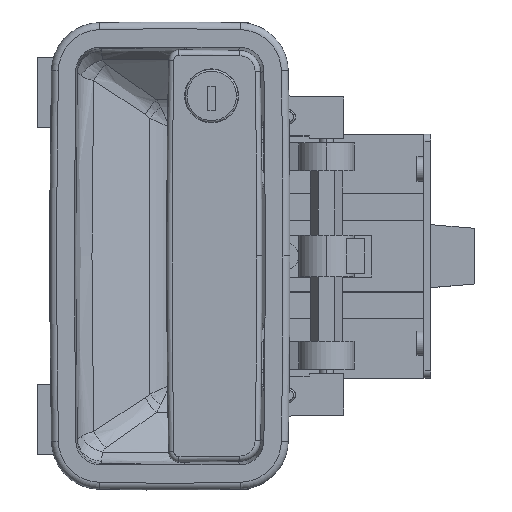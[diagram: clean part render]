
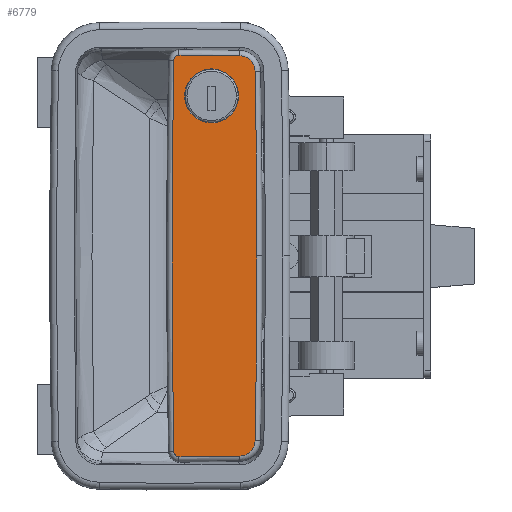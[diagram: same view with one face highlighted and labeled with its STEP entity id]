
A CAD part, top view. The second image highlights one B-rep face of the part: STEP entity #6779.
In plain terms, the highlighted planar face has unit normal (0, 0, 1).
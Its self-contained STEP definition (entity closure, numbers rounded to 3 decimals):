
#9 = CARTESIAN_POINT ( 'NONE',  ( 12.969, 0., 1. ) ) ;
#122 = CARTESIAN_POINT ( 'NONE',  ( 8.091, 57.499, 1. ) ) ;
#208 = CARTESIAN_POINT ( 'NONE',  ( 8., 53., 1. ) ) ;
#583 = DIRECTION ( 'NONE',  ( 0., 0., 1. ) ) ;
#654 = EDGE_CURVE ( 'NONE', #12913, #7232, #28177, .T. ) ;
#781 = AXIS2_PLACEMENT_3D ( 'NONE', #7367, #9804, #17192 ) ;
#1083 = EDGE_CURVE ( 'NONE', #17569, #19154, #1894, .T. ) ;
#1323 = ORIENTED_EDGE ( 'NONE', *, *, #8629, .T. ) ;
#1422 = AXIS2_PLACEMENT_3D ( 'NONE', #10931, #13390, #20977 ) ;
#1894 = CIRCLE ( 'NONE', #20541, 4.5 ) ;
#1943 = ORIENTED_EDGE ( 'NONE', *, *, #16895, .T. ) ;
#2391 = VERTEX_POINT ( 'NONE', #23022 ) ;
#2723 = PLANE ( 'NONE',  #781 ) ;
#2843 = ORIENTED_EDGE ( 'NONE', *, *, #5539, .T. ) ;
#2850 = CARTESIAN_POINT ( 'NONE',  ( 12.499, -53.08, 1. ) ) ;
#3406 = ORIENTED_EDGE ( 'NONE', *, *, #4890, .T. ) ;
#4098 = DIRECTION ( 'NONE',  ( 1., 0., 0. ) ) ;
#4557 = VERTEX_POINT ( 'NONE', #10590 ) ;
#4890 = EDGE_CURVE ( 'NONE', #7232, #17438, #21874, .T. ) ;
#5207 = AXIS2_PLACEMENT_3D ( 'NONE', #10945, #18118, #8519 ) ;
#5322 = CARTESIAN_POINT ( 'NONE',  ( 0., 46., 1. ) ) ;
#5509 = CARTESIAN_POINT ( 'NONE',  ( 8., -53., 1. ) ) ;
#5539 = EDGE_CURVE ( 'NONE', #17438, #18774, #7335, .T. ) ;
#5960 = CARTESIAN_POINT ( 'NONE',  ( -9.38, -56.2, 1. ) ) ;
#6237 = AXIS2_PLACEMENT_3D ( 'NONE', #5960, #21410, #23027 ) ;
#6529 = DIRECTION ( 'NONE',  ( 0., 0., 1. ) ) ;
#6605 = EDGE_LOOP ( 'NONE', ( #23002, #11956, #3406, #2843, #16175, #14651, #21301, #17937, #19547 ) ) ;
#6779 = ADVANCED_FACE ( 'NONE', ( #8177, #13888 ), #2723, .T. ) ;
#7232 = VERTEX_POINT ( 'NONE', #13844 ) ;
#7335 = CIRCLE ( 'NONE', #5207, 998.5 ) ;
#7367 = CARTESIAN_POINT ( 'NONE',  ( 1487.483, 470.398, 1. ) ) ;
#7538 = DIRECTION ( 'NONE',  ( 1., 0., 0. ) ) ;
#7936 = DIRECTION ( 'NONE',  ( 1., 0., 0. ) ) ;
#8177 = FACE_OUTER_BOUND ( 'NONE', #6605, .T. ) ;
#8519 = DIRECTION ( 'NONE',  ( 1., 0., 0. ) ) ;
#8629 = EDGE_CURVE ( 'NONE', #8986, #10597, #11124, .T. ) ;
#8986 = VERTEX_POINT ( 'NONE', #13054 ) ;
#9137 = CARTESIAN_POINT ( 'NONE',  ( -9.376, -57.7, 1. ) ) ;
#9682 = DIRECTION ( 'NONE',  ( 1., 0., 0. ) ) ;
#9804 = DIRECTION ( 'NONE',  ( 0., 0., 1. ) ) ;
#10297 = DIRECTION ( 'NONE',  ( 1., 0., 0. ) ) ;
#10543 = AXIS2_PLACEMENT_3D ( 'NONE', #5322, #15030, #7538 ) ;
#10590 = CARTESIAN_POINT ( 'NONE',  ( -10.88, 56.228, 1. ) ) ;
#10595 = DIRECTION ( 'NONE',  ( 0., 0., 1. ) ) ;
#10597 = VERTEX_POINT ( 'NONE', #24082 ) ;
#10931 = CARTESIAN_POINT ( 'NONE',  ( 0., 46., 1. ) ) ;
#10945 = CARTESIAN_POINT ( 'NONE',  ( -12.127, -940.796, 1. ) ) ;
#11124 = CIRCLE ( 'NONE', #1422, 7.75 ) ;
#11199 = AXIS2_PLACEMENT_3D ( 'NONE', #16439, #6529, #4098 ) ;
#11734 = DIRECTION ( 'NONE',  ( 0., 0., 1. ) ) ;
#11956 = ORIENTED_EDGE ( 'NONE', *, *, #654, .T. ) ;
#12019 = CIRCLE ( 'NONE', #15826, 1.5 ) ;
#12063 = CIRCLE ( 'NONE', #11199, 998.5 ) ;
#12270 = VERTEX_POINT ( 'NONE', #9137 ) ;
#12838 = CARTESIAN_POINT ( 'NONE',  ( -2985.531, 0., 1. ) ) ;
#12913 = VERTEX_POINT ( 'NONE', #9 ) ;
#13054 = CARTESIAN_POINT ( 'NONE',  ( -7.75, 46., 1. ) ) ;
#13390 = DIRECTION ( 'NONE',  ( 0., 0., -1. ) ) ;
#13844 = CARTESIAN_POINT ( 'NONE',  ( 12.499, 53.08, 1. ) ) ;
#13888 = FACE_BOUND ( 'NONE', #17522, .T. ) ;
#14385 = CARTESIAN_POINT ( 'NONE',  ( -9.38, 56.2, 1. ) ) ;
#14651 = ORIENTED_EDGE ( 'NONE', *, *, #16839, .T. ) ;
#15030 = DIRECTION ( 'NONE',  ( 0., 0., -1. ) ) ;
#15826 = AXIS2_PLACEMENT_3D ( 'NONE', #14385, #16858, #9682 ) ;
#16175 = ORIENTED_EDGE ( 'NONE', *, *, #23406, .T. ) ;
#16439 = CARTESIAN_POINT ( 'NONE',  ( -12.127, 940.796, 1. ) ) ;
#16839 = EDGE_CURVE ( 'NONE', #4557, #2391, #23759, .T. ) ;
#16858 = DIRECTION ( 'NONE',  ( 0., 0., 1. ) ) ;
#16895 = EDGE_CURVE ( 'NONE', #10597, #8986, #19191, .T. ) ;
#16975 = AXIS2_PLACEMENT_3D ( 'NONE', #21271, #11734, #24052 ) ;
#16996 = DIRECTION ( 'NONE',  ( 0., 0., 1. ) ) ;
#17192 = DIRECTION ( 'NONE',  ( 1., 0., 0. ) ) ;
#17438 = VERTEX_POINT ( 'NONE', #122 ) ;
#17522 = EDGE_LOOP ( 'NONE', ( #1943, #1323 ) ) ;
#17569 = VERTEX_POINT ( 'NONE', #20511 ) ;
#17937 = ORIENTED_EDGE ( 'NONE', *, *, #27951, .T. ) ;
#18118 = DIRECTION ( 'NONE',  ( 0., 0., 1. ) ) ;
#18303 = CIRCLE ( 'NONE', #6237, 1.5 ) ;
#18774 = VERTEX_POINT ( 'NONE', #27861 ) ;
#19154 = VERTEX_POINT ( 'NONE', #2850 ) ;
#19191 = CIRCLE ( 'NONE', #10543, 7.75 ) ;
#19547 = ORIENTED_EDGE ( 'NONE', *, *, #1083, .T. ) ;
#19927 = AXIS2_PLACEMENT_3D ( 'NONE', #12838, #10595, #27676 ) ;
#20022 = CARTESIAN_POINT ( 'NONE',  ( 2987.093, 0., 1. ) ) ;
#20140 = CIRCLE ( 'NONE', #16975, 2998.5 ) ;
#20300 = AXIS2_PLACEMENT_3D ( 'NONE', #208, #16996, #29333 ) ;
#20313 = DIRECTION ( 'NONE',  ( 0., 0., 1. ) ) ;
#20511 = CARTESIAN_POINT ( 'NONE',  ( 8.091, -57.499, 1. ) ) ;
#20541 = AXIS2_PLACEMENT_3D ( 'NONE', #5509, #20313, #7936 ) ;
#20977 = DIRECTION ( 'NONE',  ( 1., 0., 0. ) ) ;
#21271 = CARTESIAN_POINT ( 'NONE',  ( -2985.531, 0., 1. ) ) ;
#21301 = ORIENTED_EDGE ( 'NONE', *, *, #24423, .T. ) ;
#21370 = EDGE_CURVE ( 'NONE', #19154, #12913, #20140, .T. ) ;
#21410 = DIRECTION ( 'NONE',  ( 0., 0., 1. ) ) ;
#21874 = CIRCLE ( 'NONE', #20300, 4.5 ) ;
#23002 = ORIENTED_EDGE ( 'NONE', *, *, #21370, .T. ) ;
#23022 = CARTESIAN_POINT ( 'NONE',  ( -10.88, -56.228, 1. ) ) ;
#23027 = DIRECTION ( 'NONE',  ( 1., 0., 0. ) ) ;
#23406 = EDGE_CURVE ( 'NONE', #18774, #4557, #12019, .T. ) ;
#23759 = CIRCLE ( 'NONE', #26086, 2998.5 ) ;
#24052 = DIRECTION ( 'NONE',  ( 1., 0., 0. ) ) ;
#24082 = CARTESIAN_POINT ( 'NONE',  ( 7.75, 46., 1. ) ) ;
#24423 = EDGE_CURVE ( 'NONE', #2391, #12270, #18303, .T. ) ;
#26086 = AXIS2_PLACEMENT_3D ( 'NONE', #20022, #583, #10297 ) ;
#27676 = DIRECTION ( 'NONE',  ( 1., 0., 0. ) ) ;
#27861 = CARTESIAN_POINT ( 'NONE',  ( -9.376, 57.7, 1. ) ) ;
#27951 = EDGE_CURVE ( 'NONE', #12270, #17569, #12063, .T. ) ;
#28177 = CIRCLE ( 'NONE', #19927, 2998.5 ) ;
#29333 = DIRECTION ( 'NONE',  ( 1., 0., 0. ) ) ;
